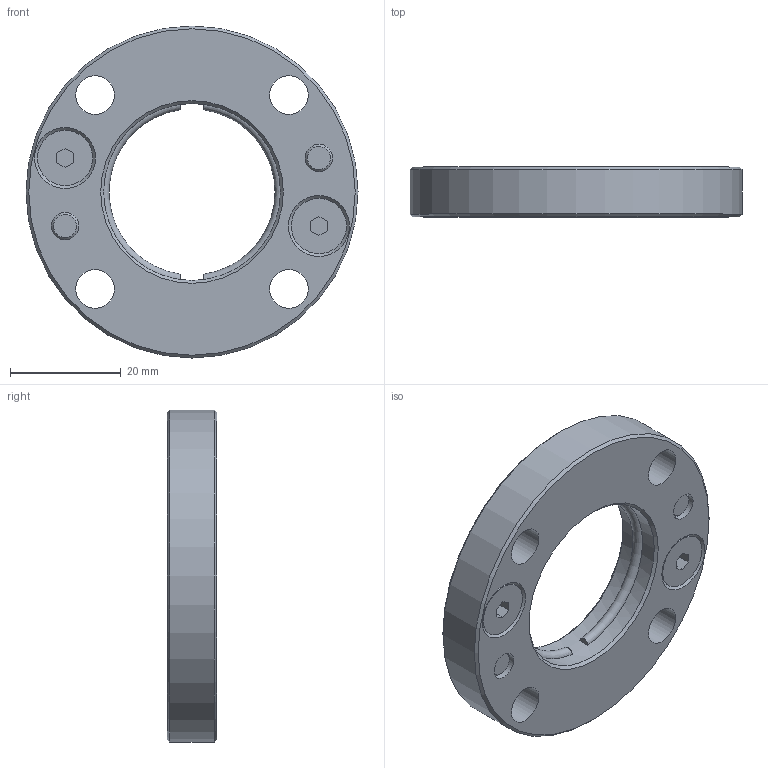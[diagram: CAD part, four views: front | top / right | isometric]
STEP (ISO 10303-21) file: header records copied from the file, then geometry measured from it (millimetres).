
FILE_DESCRIPTION(/* description */ (''),/* implementation_level */ '2;1');
FILE_NAME(/* name */ 'PNB-54-032.stp',/* time_stamp */ '2024-12-30T09:31:16-03:00',/* author */ ('Jefferson'),/* organization */ (''),/* preprocessor_version */ 'ST-DEVELOPER v19',/* originating_system */ 'Autodesk Inventor 2023',/* authorisation */ '');
FILE_SCHEMA (('AUTOMOTIVE_DESIGN { 1 0 10303 214 3 1 1 }'));
Length unit declared in the file: millimetre
Products named in the file (3): PNB-54-032; PNB-54-032_1; DIN 7991 - M5x8
Assembly tree (5 placements, depth 2):
  PNB-54-032
    PNB-54-032_1
    DIN 7991 - M5x8  x4
Bounding box: 60 x 9 x 60 mm (x, y, z)
Volume: 16672.3 mm3; surface area: 8586.6 mm2
Topology: 5 solids, 5 shells, 245 faces, 639 edges, 424 vertices
Faces by surface type: plane 128, bspline 77, cylinder 18, cone 16, torus 6
Full cylindrical faces by diameter (mm): 5 x8, 7 x4, 10 x4, 32 x1, 60 x1
Entity records: 7151 total; most frequent: CARTESIAN_POINT 2185, ORIENTED_EDGE 1086, DIRECTION 705, EDGE_CURVE 543, VERTEX_POINT 361, LINE 335, VECTOR 335, EDGE_LOOP 238
